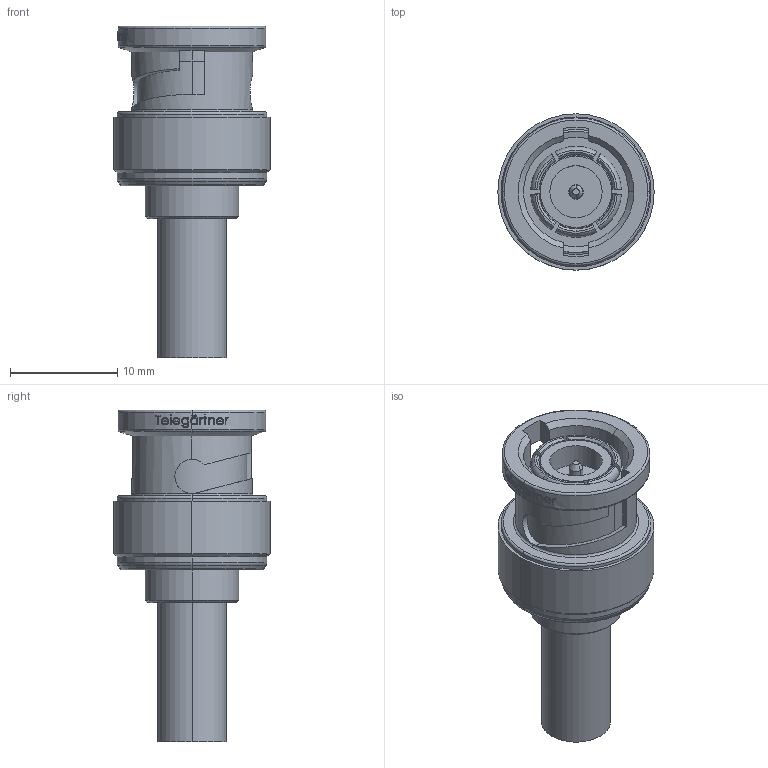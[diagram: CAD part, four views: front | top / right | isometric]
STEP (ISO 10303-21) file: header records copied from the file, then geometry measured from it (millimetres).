
FILE_DESCRIPTION (( 'STEP AP214' ), '1' );
FILE_NAME ('J01000A0050.STEP', '2019-07-02T13:02:50', ( '' ), ( '' ), 'SwSTEP 2.0', 'SolidWorks 2018', '' );
FILE_SCHEMA (( 'AUTOMOTIVE_DESIGN' ));
Length unit declared in the file: millimetre
Products named in the file (1): J01000A0050
Bounding box: 14.6 x 14.6 x 30.95 mm (x, y, z)
Volume: 2201.1 mm3; surface area: 1866 mm2
Topology: 1 solids, 1 shells, 294 faces, 752 edges, 490 vertices
Faces by surface type: plane 102, bspline 78, cylinder 68, cone 28, torus 18
Entity records: 15010 total; most frequent: CARTESIAN_POINT 5233, ORIENTED_EDGE 1504, DIRECTION 1146, EDGE_CURVE 752, VERTEX_POINT 490, AXIS2_PLACEMENT_3D 408, VECTOR 330, LINE 330
